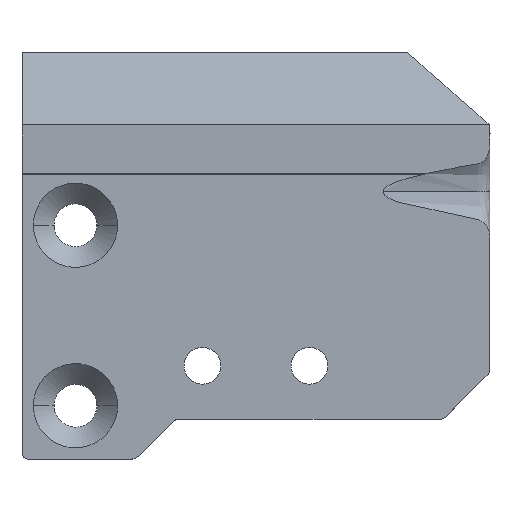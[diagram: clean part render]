
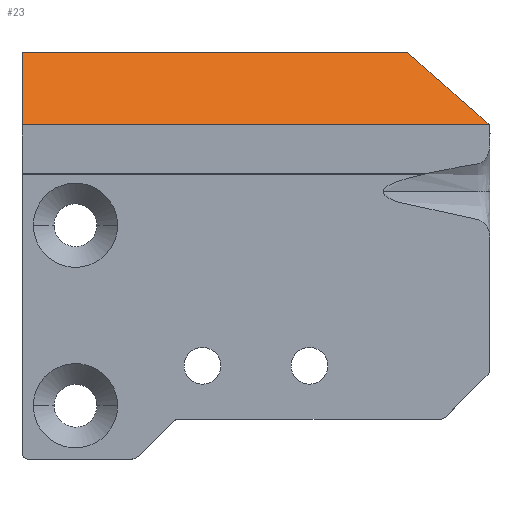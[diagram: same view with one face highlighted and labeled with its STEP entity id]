
A CAD part, top view. The second image highlights one B-rep face of the part: STEP entity #23.
In plain terms, the highlighted planar face has unit normal (0, 0.707, 0.707).
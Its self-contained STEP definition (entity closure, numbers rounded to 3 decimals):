
#23=ADVANCED_FACE('',(#56),#570,.T.);
#56=FACE_OUTER_BOUND('',#89,.T.);
#89=EDGE_LOOP('',(#130,#131,#132,#133));
#130=ORIENTED_EDGE('',*,*,#333,.T.);
#131=ORIENTED_EDGE('',*,*,#372,.F.);
#132=ORIENTED_EDGE('',*,*,#325,.T.);
#133=ORIENTED_EDGE('',*,*,#326,.T.);
#325=EDGE_CURVE('',#525,#528,#397,.T.);
#326=EDGE_CURVE('',#528,#495,#398,.T.);
#333=EDGE_CURVE('',#495,#524,#404,.T.);
#372=EDGE_CURVE('',#525,#524,#413,.T.);
#397=B_SPLINE_CURVE_WITH_KNOTS('',1,(#1132,#1133),.UNSPECIFIED.,.F.,.F.,
(2,2),(-96.648,-89.011),.UNSPECIFIED.);
#398=B_SPLINE_CURVE_WITH_KNOTS('',1,(#1134,#1135),.UNSPECIFIED.,.F.,.F.,
(2,2),(0.,35.),.UNSPECIFIED.);
#404=B_SPLINE_CURVE_WITH_KNOTS('',3,(#1151,#1152,#1153,#1154),
 .UNSPECIFIED.,.F.,.F.,(4,4),(0.,9.839),.UNSPECIFIED.);
#413=B_SPLINE_CURVE_WITH_KNOTS('',1,(#1358,#1359),.UNSPECIFIED.,.F.,.F.,
(2,2),(0.,28.796),.UNSPECIFIED.);
#495=VERTEX_POINT('',#1039);
#524=VERTEX_POINT('',#1068);
#525=VERTEX_POINT('',#1069);
#528=VERTEX_POINT('',#1072);
#570=PLANE('',#599);
#599=AXIS2_PLACEMENT_3D('',#623,#611,$);
#611=DIRECTION('',(0.,0.707,0.707));
#623=CARTESIAN_POINT('',(-17.5,17.412,2.8));
#1039=CARTESIAN_POINT('',(17.5,12.012,8.2));
#1068=CARTESIAN_POINT('',(11.296,17.412,2.8));
#1069=CARTESIAN_POINT('',(-17.5,17.412,2.8));
#1072=CARTESIAN_POINT('',(-17.5,12.012,8.2));
#1132=CARTESIAN_POINT('',(-17.5,17.412,2.8));
#1133=CARTESIAN_POINT('',(-17.5,12.012,8.2));
#1134=CARTESIAN_POINT('',(-17.5,12.012,8.2));
#1135=CARTESIAN_POINT('',(17.5,12.012,8.2));
#1151=CARTESIAN_POINT('',(17.5,12.012,8.2));
#1152=CARTESIAN_POINT('',(15.432,13.812,6.4));
#1153=CARTESIAN_POINT('',(13.364,15.612,4.6));
#1154=CARTESIAN_POINT('',(11.296,17.412,2.8));
#1358=CARTESIAN_POINT('',(-17.5,17.412,2.8));
#1359=CARTESIAN_POINT('',(11.296,17.412,2.8));
